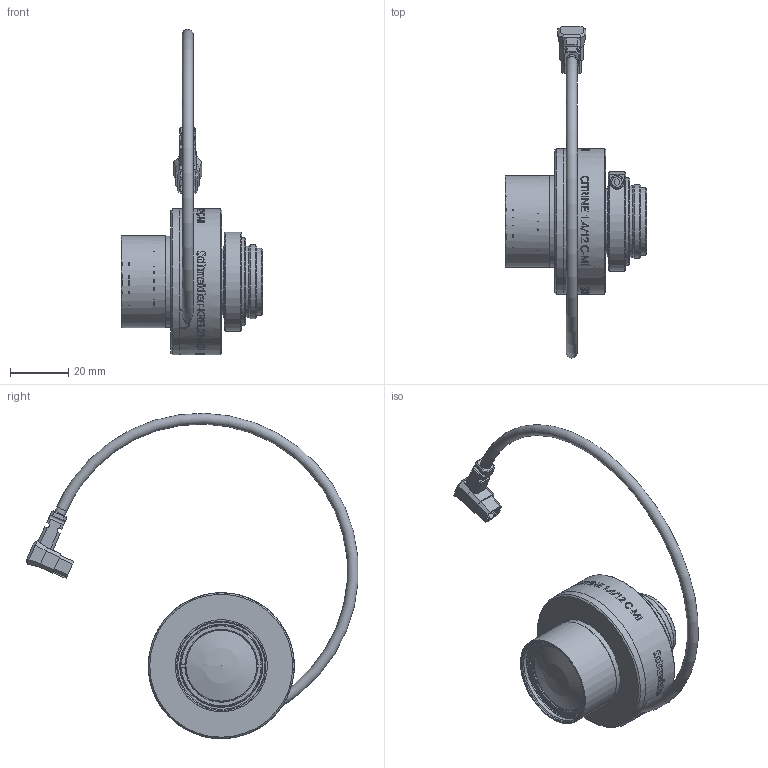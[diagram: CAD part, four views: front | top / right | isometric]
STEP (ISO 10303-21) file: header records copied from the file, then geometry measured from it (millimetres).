
FILE_DESCRIPTION(/* description */ (''),/* implementation_level */ '2;1');
FILE_NAME(/* name */ '1061450_00165441_001.stp',/* time_stamp */ '2021-10-15T10:37:47+02:00',/* author */ (''),/* organization */ (''),/* preprocessor_version */ 'ST-DEVELOPER v16',/* originating_system */ 'SIEMENS PLM Software NX 10.0',/* authorisation */ '');
FILE_SCHEMA (('AP203_CONFIGURATION_CONTROLLED_3D_DESIGN_OF_MECHANICAL_PARTS_AND_ASSEMBLIES_MIM_LF { 1 0 10303 403 2 1 2}'));
Length unit declared in the file: millimetre
Products named in the file (1): Froe4488FA0B0b3m
Bounding box: 48.53 x 113.74 x 111.48 mm (x, y, z)
Volume: 56519.2 mm3; surface area: 21544.6 mm2
Topology: 1 solids, 12 shells, 626 faces, 2019 edges, 1555 vertices
Faces by surface type: plane 309, cylinder 244, cone 54, torus 13, sphere 5, revolution 1
Full cylindrical faces by diameter (mm): 0.5 x4, 1 x2, 1.1 x1, 1.7 x6, 1.8 x3, 1.9 x3, 2.5 x2, 2.7 x3, 3 x3, 3.7 x1, 4 x2, 4.5 x1, 12.7 x1, 12.89 x1, 17.56 x1, 18.3 x2, 19.5 x1, 20 x1, 22.3 x1, 23 x2, 24.4 x2, 24.527 x1, 25 x1, 25.4 x1, 26.2 x1, 26.46 x1, 28 x2, 28.5 x1, 29.8 x1, 29.9 x1
Entity records: 24281 total; most frequent: CARTESIAN_POINT 7619, ORIENTED_EDGE 3727, DIRECTION 2754, EDGE_CURVE 1866, VERTEX_POINT 1508, AXIS2_PLACEMENT_3D 1018, EDGE_LOOP 915, B_SPLINE_CURVE_WITH_KNOTS 758
